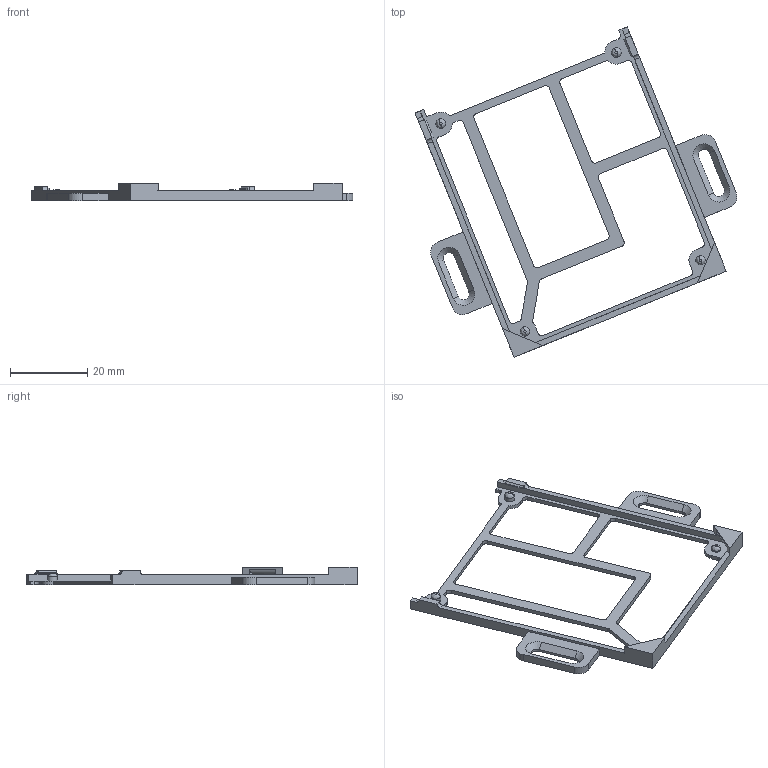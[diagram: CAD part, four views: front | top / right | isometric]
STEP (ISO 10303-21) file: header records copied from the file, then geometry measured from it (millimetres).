
FILE_DESCRIPTION(('HOOPS Exchange Step'),'2;1');
FILE_NAME('temp_export','2024-12-21T17:11:04+08:00',('27699'),('Shapr3D Limited'),'HOOPS Exchange 2024.6','Shapr3D','Authorized');
FILE_SCHEMA( ('AP242_MANAGED_MODEL_BASED_3D_ENGINEERING_MIM_LF {1 0 10303 442 1 1 4 }') );
Length unit declared in the file: millimetre
Products named in the file (1): skr pico主板绝缘底板框
Bounding box: 83.27 x 85.45 x 4.6 mm (x, y, z)
Volume: 2271.9 mm3; surface area: 4562.8 mm2
Topology: 1 solids, 1 shells, 146 faces, 408 edges, 268 vertices
Faces by surface type: plane 84, cylinder 50, bspline 8, cone 4
Full cylindrical faces by diameter (mm): 2.4 x2, 2.5 x2
Entity records: 5214 total; most frequent: CARTESIAN_POINT 1334, ORIENTED_EDGE 816, DIRECTION 798, EDGE_CURVE 408, VECTOR 278, LINE 278, VERTEX_POINT 268, AXIS2_PLACEMENT_3D 260
